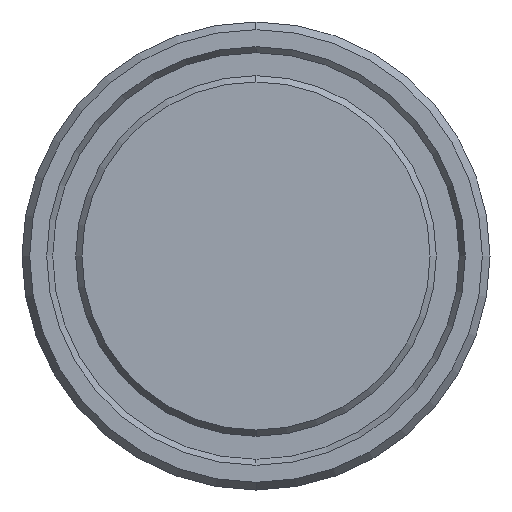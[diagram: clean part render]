
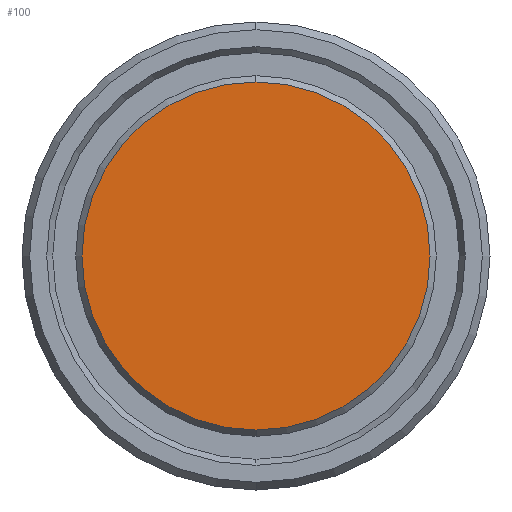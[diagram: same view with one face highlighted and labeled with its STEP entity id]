
A CAD part, left-side view. The second image highlights one B-rep face of the part: STEP entity #100.
In plain terms, the highlighted planar face has unit normal (-1, 0, 0).
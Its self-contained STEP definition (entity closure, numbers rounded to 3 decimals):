
#10 = FACE_OUTER_BOUND ( 'NONE', #130, .T. ) ;
#52 = CIRCLE ( 'NONE', #480, 22.684 ) ;
#100 = ADVANCED_FACE ( 'NONE', ( #10 ), #425, .F. ) ;
#130 = EDGE_LOOP ( 'NONE', ( #281, #369 ) ) ;
#152 = CARTESIAN_POINT ( 'NONE',  ( -1.079, 0., 22.684 ) ) ;
#182 = DIRECTION ( 'NONE',  ( -1., 0., 0. ) ) ;
#191 = AXIS2_PLACEMENT_3D ( 'NONE', #337, #182, #242 ) ;
#242 = DIRECTION ( 'NONE',  ( 0., 0., 1. ) ) ;
#281 = ORIENTED_EDGE ( 'NONE', *, *, #310, .T. ) ;
#292 = CARTESIAN_POINT ( 'NONE',  ( -1.079, 0., 0. ) ) ;
#310 = EDGE_CURVE ( 'NONE', #640, #406, #52, .T. ) ;
#329 = EDGE_CURVE ( 'NONE', #406, #640, #516, .T. ) ;
#337 = CARTESIAN_POINT ( 'NONE',  ( -1.079, 0., 0. ) ) ;
#369 = ORIENTED_EDGE ( 'NONE', *, *, #329, .T. ) ;
#375 = CARTESIAN_POINT ( 'NONE',  ( -1.079, 0., 0. ) ) ;
#406 = VERTEX_POINT ( 'NONE', #152 ) ;
#425 = PLANE ( 'NONE',  #656 ) ;
#434 = DIRECTION ( 'NONE',  ( 1., 0., 0. ) ) ;
#477 = DIRECTION ( 'NONE',  ( 0., 0., -1. ) ) ;
#480 = AXIS2_PLACEMENT_3D ( 'NONE', #292, #599, #501 ) ;
#482 = CARTESIAN_POINT ( 'NONE',  ( -1.079, 0., -22.684 ) ) ;
#501 = DIRECTION ( 'NONE',  ( 0., 0., 1. ) ) ;
#516 = CIRCLE ( 'NONE', #191, 22.684 ) ;
#599 = DIRECTION ( 'NONE',  ( -1., 0., 0. ) ) ;
#640 = VERTEX_POINT ( 'NONE', #482 ) ;
#656 = AXIS2_PLACEMENT_3D ( 'NONE', #375, #434, #477 ) ;
